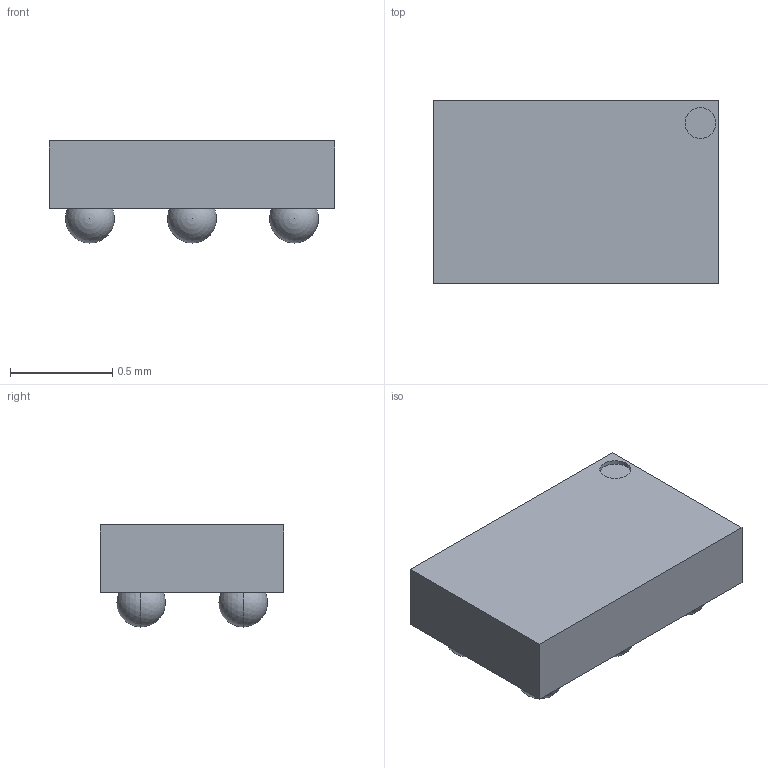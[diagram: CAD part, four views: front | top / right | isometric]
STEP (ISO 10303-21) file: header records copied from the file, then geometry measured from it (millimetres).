
FILE_DESCRIPTION (( 'STEP AP214' ), '1' );
FILE_NAME ('TI_YZP0006.STEP', '2023-02-22T19:38:35', ( '' ), ( '' ), 'SwSTEP 2.0', 'SolidWorks 2019', '' );
FILE_SCHEMA (( 'AUTOMOTIVE_DESIGN' ));
Length unit declared in the file: millimetre
Products named in the file (1): TI_YZP0006
Bounding box: 1.4 x 0.9 x 0.5 mm (x, y, z)
Volume: 0.4 mm3; surface area: 4.6 mm2
Topology: 1 solids, 1 shells, 21 faces, 72 edges, 48 vertices
Faces by surface type: sphere 12, plane 7, cylinder 2
Entity records: 804 total; most frequent: DIRECTION 114, CARTESIAN_POINT 94, ORIENTED_EDGE 84, AXIS2_PLACEMENT_3D 50, EDGE_CURVE 42, VERTEX_POINT 30, EDGE_LOOP 28, CIRCLE 28
